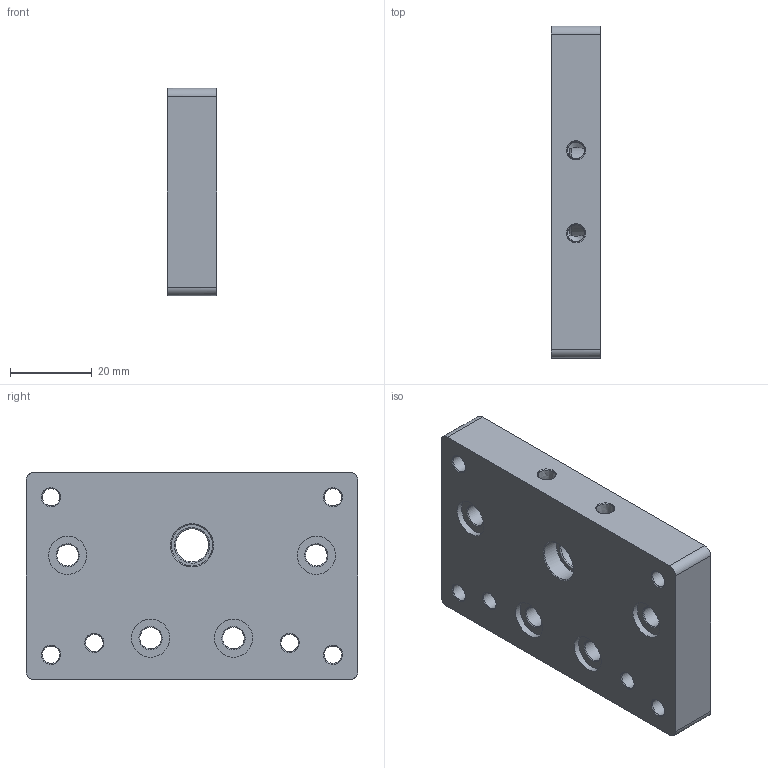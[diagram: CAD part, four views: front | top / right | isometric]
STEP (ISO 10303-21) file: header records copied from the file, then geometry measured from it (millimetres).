
FILE_DESCRIPTION(('FreeCAD Model'),'2;1');
FILE_NAME('Open CASCADE Shape Model','2025-05-09T15:58:22',('FreeCAD'),( 'FreeCAD'),'Open CASCADE STEP processor 7.6','FreeCAD','Unknown');
FILE_SCHEMA(('AUTOMOTIVE_DESIGN { 1 0 10303 214 1 1 1 1 }'));
Length unit declared in the file: millimetre
Products named in the file (1): Open CASCADE STEP translator 7.6 1
Bounding box: 12.18 x 81.18 x 50.74 mm (x, y, z)
Volume: 46781.4 mm3; surface area: 18807.7 mm2
Topology: 24 solids, 24 shells, 373 faces, 971 edges, 629 vertices
Faces by surface type: bspline 373
Entity records: 15452 total; most frequent: CARTESIAN_POINT 10161, ORIENTED_EDGE 1836, EDGE_CURVE 918, VERTEX_POINT 629, B_SPLINE_CURVE_WITH_KNOTS 482, FACE_BOUND 471, EDGE_LOOP 461, ADVANCED_FACE 368
